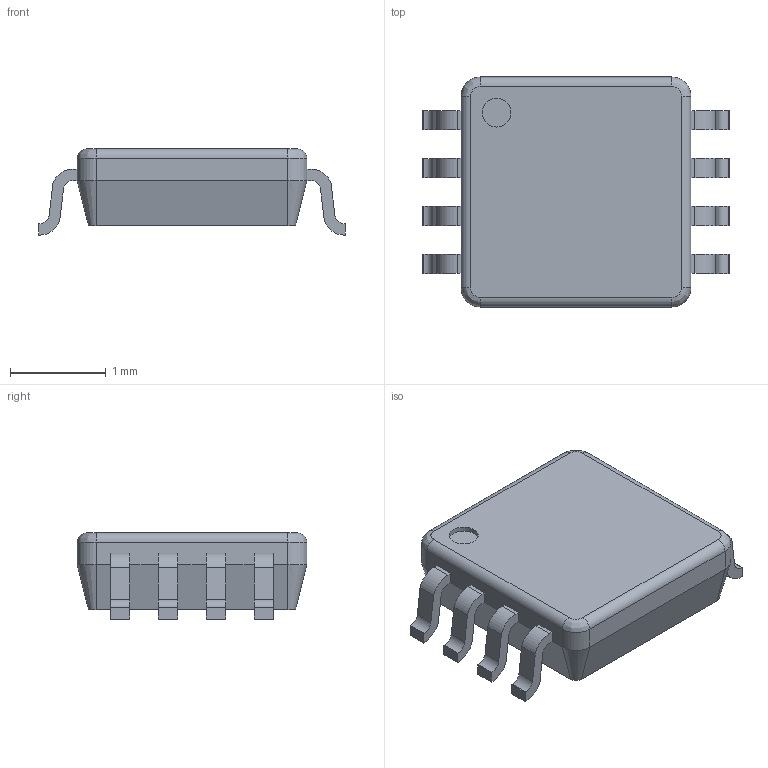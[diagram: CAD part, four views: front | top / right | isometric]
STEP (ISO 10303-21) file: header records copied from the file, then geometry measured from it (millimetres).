
FILE_DESCRIPTION(('FreeCAD Model'),'2;1');
FILE_NAME('ON_Semi_NL37WZ14USG_US8-8_New.step', '2018-12-26T22:02:21',('Author'),(''), 'Open CASCADE STEP processor 7.2','FreeCAD','Unknown');
FILE_SCHEMA(('AUTOMOTIVE_DESIGN { 1 0 10303 214 1 1 1 1 }'));
Length unit declared in the file: millimetre
Products named in the file (1): User_Library-US8_Package_(8US8_8SM8_8DSBGA)_2.4x2.1x0.9
Bounding box: 3.2 x 2.4 x 0.9 mm (x, y, z)
Volume: 4.5 mm3; surface area: 21.5 mm2
Topology: 1 solids, 1 shells, 133 faces, 358 edges, 228 vertices
Faces by surface type: plane 83, cylinder 42, cone 4, bspline 4
Entity records: 5116 total; most frequent: CARTESIAN_POINT 792, ORIENTED_EDGE 716, DIRECTION 702, EDGE_CURVE 358, LINE 266, VECTOR 266, VERTEX_POINT 228, AXIS2_PLACEMENT_3D 218
